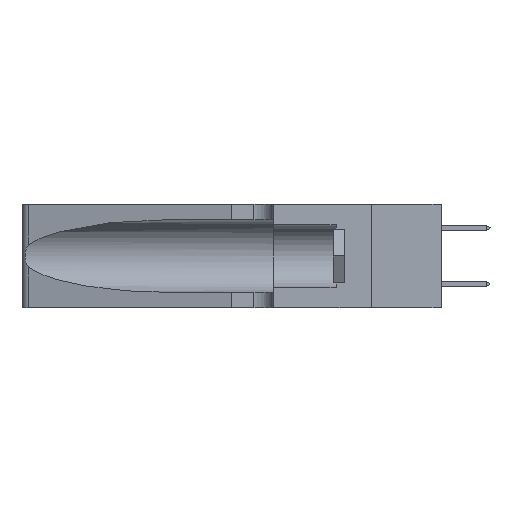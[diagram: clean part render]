
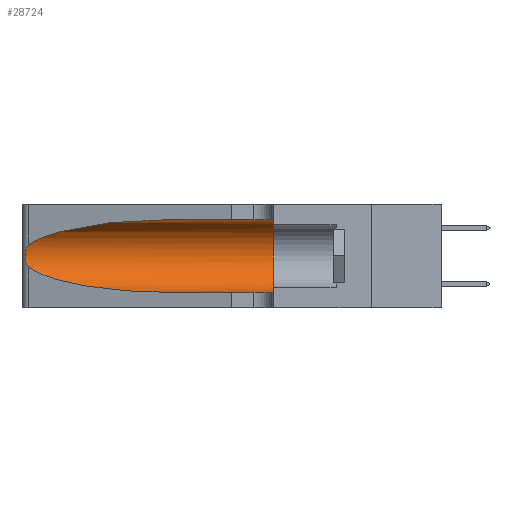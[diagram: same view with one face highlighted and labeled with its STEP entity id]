
A CAD part, left-side view. The second image highlights one B-rep face of the part: STEP entity #28724.
In plain terms, the highlighted cylindrical face has radius 3.308 mm (diameter 6.617 mm), a partial arc.
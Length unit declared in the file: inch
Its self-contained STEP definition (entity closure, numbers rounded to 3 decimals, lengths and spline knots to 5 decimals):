
#545 = AXIS2_PLACEMENT_3D ( 'NONE', #4905, #29258, #32747 ) ;
#2085 = CARTESIAN_POINT ( 'NONE',  ( 0.25789, 1.23486, 0.15765 ) ) ;
#2437 = DIRECTION ( 'NONE',  ( 0., 1., 0. ) ) ;
#2835 = CARTESIAN_POINT ( 'NONE',  ( 0.18966, 0.96281, 0.05475 ) ) ;
#2987 = ORIENTED_EDGE ( 'NONE', *, *, #42421, .F. ) ;
#4360 = VERTEX_POINT ( 'NONE', #41971 ) ;
#4905 = CARTESIAN_POINT ( 'NONE',  ( 0.1305, 1.61858, 0.185 ) ) ;
#5013 = LINE ( 'NONE', #31180, #22405 ) ;
#5306 = ORIENTED_EDGE ( 'NONE', *, *, #34309, .F. ) ;
#5595 = CARTESIAN_POINT ( 'NONE',  ( 0.25555, 1.22993, 0.14849 ) ) ;
#6105 = CARTESIAN_POINT ( 'NONE',  ( 0.25487, 1.22718, 0.22369 ) ) ;
#6176 = VERTEX_POINT ( 'NONE', #6105 ) ;
#6417 = CARTESIAN_POINT ( 'NONE',  ( 0.25487, 1.22718, 0.22369 ) ) ;
#7022 = CARTESIAN_POINT ( 'NONE',  ( 0.1305, 0.72297, 0.05475 ) ) ;
#7116 = EDGE_CURVE ( 'NONE', #44830, #4360, #5013, .T. ) ;
#8697 =( BOUNDED_CURVE ( )  B_SPLINE_CURVE ( 3, ( #41103, #13310, #27305, #6417 ),
 .UNSPECIFIED., .F., .T. ) 
 B_SPLINE_CURVE_WITH_KNOTS ( ( 4, 4 ),
 ( 1.5708, 2.84003 ),
 .UNSPECIFIED. ) 
 CURVE ( )  GEOMETRIC_REPRESENTATION_ITEM ( )  RATIONAL_B_SPLINE_CURVE ( ( 1., 0.87, 0.87, 1. ) ) 
 REPRESENTATION_ITEM ( '' )  );
#11564 = EDGE_CURVE ( 'NONE', #12038, #6176, #8697, .T. ) ;
#11828 = VECTOR ( 'NONE', #12092, 39.37008 ) ;
#12038 = VERTEX_POINT ( 'NONE', #30170 ) ;
#12092 = DIRECTION ( 'NONE',  ( 0., -1., 0. ) ) ;
#12482 = CARTESIAN_POINT ( 'NONE',  ( 0.25787, 1.23484, 0.2124 ) ) ;
#13223 = VERTEX_POINT ( 'NONE', #20656 ) ;
#13310 = CARTESIAN_POINT ( 'NONE',  ( 0.18966, 0.96281, 0.31525 ) ) ;
#15970 = CARTESIAN_POINT ( 'NONE',  ( 0.26018, 1.23835, 0.19895 ) ) ;
#18745 = ORIENTED_EDGE ( 'NONE', *, *, #11564, .T. ) ;
#19283 = CARTESIAN_POINT ( 'NONE',  ( 0.25487, 1.22718, 0.22369 ) ) ;
#19429 = CARTESIAN_POINT ( 'NONE',  ( 0.26075, 1.23896, 0.178 ) ) ;
#20163 = CARTESIAN_POINT ( 'NONE',  ( 0.25487, 1.22718, 0.14631 ) ) ;
#20634 = DIRECTION ( 'NONE',  ( 0., -1., 0. ) ) ;
#20656 = CARTESIAN_POINT ( 'NONE',  ( 0.25487, 1.22718, 0.14631 ) ) ;
#22381 = CARTESIAN_POINT ( 'NONE',  ( 0.1305, 1.61858, 0.31525 ) ) ;
#22405 = VECTOR ( 'NONE', #20634, 39.37008 ) ;
#22466 = CIRCLE ( 'NONE', #39703, 0.13025 ) ;
#22921 = CARTESIAN_POINT ( 'NONE',  ( 0.25856, 1.23593, 0.16098 ) ) ;
#23226 = LINE ( 'NONE', #22381, #11828 ) ;
#23267 = CARTESIAN_POINT ( 'NONE',  ( 0.1305, 0.35, 0.185 ) ) ;
#24291 = CARTESIAN_POINT ( 'NONE',  ( 0.1305, 0.35, 0.31525 ) ) ;
#24681 = EDGE_CURVE ( 'NONE', #6176, #13223, #34355, .T. ) ;
#24971 = EDGE_LOOP ( 'NONE', ( #18745, #25102, #43049, #35131, #2987, #5306 ) ) ;
#25102 = ORIENTED_EDGE ( 'NONE', *, *, #24681, .T. ) ;
#26294 =( BOUNDED_CURVE ( )  B_SPLINE_CURVE ( 3, ( #20163, #44475, #2835, #27200 ),
 .UNSPECIFIED., .F., .F. ) 
 B_SPLINE_CURVE_WITH_KNOTS ( ( 4, 4 ),
 ( 3.44316, 4.71239 ),
 .UNSPECIFIED. ) 
 CURVE ( )  GEOMETRIC_REPRESENTATION_ITEM ( )  RATIONAL_B_SPLINE_CURVE ( ( 1., 0.87, 0.87, 1. ) ) 
 REPRESENTATION_ITEM ( '' )  );
#26464 = CARTESIAN_POINT ( 'NONE',  ( 0.25639, 1.23186, 0.15144 ) ) ;
#26811 = DIRECTION ( 'NONE',  ( 0., 0., 1. ) ) ;
#27200 = CARTESIAN_POINT ( 'NONE',  ( 0.1305, 0.72297, 0.05475 ) ) ;
#27305 = CARTESIAN_POINT ( 'NONE',  ( 0.2373, 1.15595, 0.28018 ) ) ;
#28724 = ADVANCED_FACE ( 'NONE', ( #44400 ), #33024, .F. ) ;
#29258 = DIRECTION ( 'NONE',  ( 0., -1., 0. ) ) ;
#29960 = CARTESIAN_POINT ( 'NONE',  ( 0.25487, 1.22718, 0.14631 ) ) ;
#30170 = CARTESIAN_POINT ( 'NONE',  ( 0.1305, 0.72297, 0.31525 ) ) ;
#31180 = CARTESIAN_POINT ( 'NONE',  ( 0.1305, 1.61858, 0.05475 ) ) ;
#31980 = EDGE_CURVE ( 'NONE', #13223, #44830, #26294, .T. ) ;
#32747 = DIRECTION ( 'NONE',  ( 0., 0., -1. ) ) ;
#33024 = CYLINDRICAL_SURFACE ( 'NONE', #545, 0.13025 ) ;
#33294 = CARTESIAN_POINT ( 'NONE',  ( 0.25639, 1.23184, 0.21858 ) ) ;
#34309 = EDGE_CURVE ( 'NONE', #12038, #44086, #23226, .T. ) ;
#34355 = B_SPLINE_CURVE_WITH_KNOTS ( 'NONE', 3,
 ( #19283, #40108, #33294, #12482, #36784, #15970, #40265, #19429, #43738, #22921, #2085, #26464, #5595, #29960 ),
 .UNSPECIFIED., .F., .F.,
 ( 4, 2, 2, 2, 2, 2, 4 ),
 ( 0., 0.00027, 0.00053, 0.00107, 0.0016, 0.00187, 0.00214 ),
 .UNSPECIFIED. ) ;
#35131 = ORIENTED_EDGE ( 'NONE', *, *, #7116, .T. ) ;
#36784 = CARTESIAN_POINT ( 'NONE',  ( 0.25854, 1.2359, 0.20912 ) ) ;
#39703 = AXIS2_PLACEMENT_3D ( 'NONE', #23267, #2437, #26811 ) ;
#40108 = CARTESIAN_POINT ( 'NONE',  ( 0.25555, 1.22994, 0.2215 ) ) ;
#40265 = CARTESIAN_POINT ( 'NONE',  ( 0.26075, 1.23896, 0.19203 ) ) ;
#41103 = CARTESIAN_POINT ( 'NONE',  ( 0.1305, 0.72297, 0.31525 ) ) ;
#41971 = CARTESIAN_POINT ( 'NONE',  ( 0.1305, 0.35, 0.05475 ) ) ;
#42421 = EDGE_CURVE ( 'NONE', #44086, #4360, #22466, .T. ) ;
#43049 = ORIENTED_EDGE ( 'NONE', *, *, #31980, .T. ) ;
#43738 = CARTESIAN_POINT ( 'NONE',  ( 0.26017, 1.23833, 0.17102 ) ) ;
#44086 = VERTEX_POINT ( 'NONE', #24291 ) ;
#44400 = FACE_OUTER_BOUND ( 'NONE', #24971, .T. ) ;
#44475 = CARTESIAN_POINT ( 'NONE',  ( 0.2373, 1.15595, 0.08982 ) ) ;
#44830 = VERTEX_POINT ( 'NONE', #7022 ) ;
